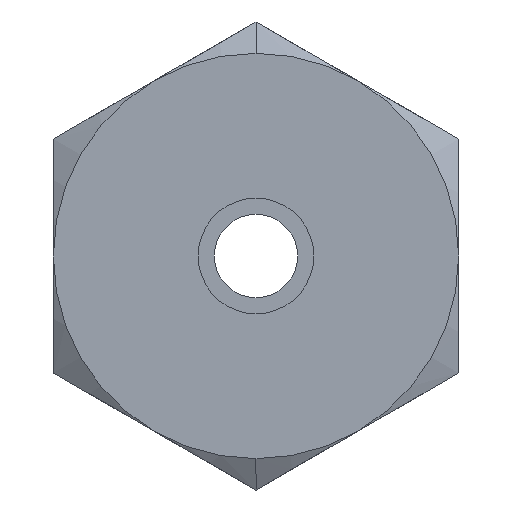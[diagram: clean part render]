
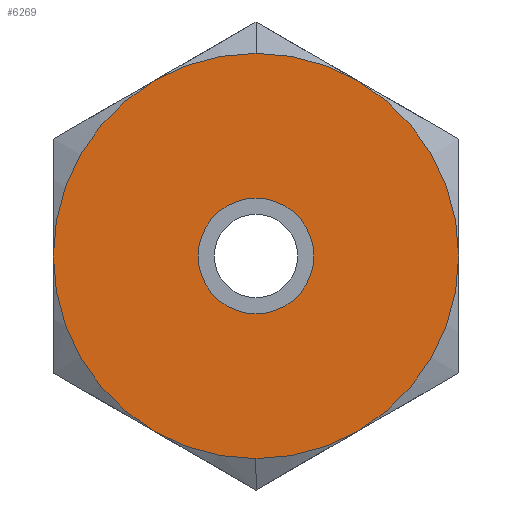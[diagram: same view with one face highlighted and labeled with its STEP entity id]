
A CAD part, left-side view. The second image highlights one B-rep face of the part: STEP entity #6269.
In plain terms, the highlighted planar face has unit normal (-1, 0, 0).
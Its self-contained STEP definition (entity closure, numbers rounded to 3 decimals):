
#132 = DIRECTION ( 'NONE',  ( 0., 0., 1. ) ) ;
#217 = FACE_BOUND ( 'NONE', #4046, .T. ) ;
#540 = CIRCLE ( 'NONE', #1628, 5.555 ) ;
#606 = DIRECTION ( 'NONE',  ( 1., 0., 0. ) ) ;
#692 = DIRECTION ( 'NONE',  ( 0., 0., -1. ) ) ;
#712 = DIRECTION ( 'NONE',  ( 1., 0., 0. ) ) ;
#718 = CIRCLE ( 'NONE', #6469, 5.555 ) ;
#817 = DIRECTION ( 'NONE',  ( 0., 0., 1. ) ) ;
#1262 = CIRCLE ( 'NONE', #5347, 1.585 ) ;
#1378 = EDGE_CURVE ( 'NONE', #4995, #3138, #718, .T. ) ;
#1382 = CARTESIAN_POINT ( 'NONE',  ( 0., 0., 0. ) ) ;
#1466 = ORIENTED_EDGE ( 'NONE', *, *, #3252, .F. ) ;
#1628 = AXIS2_PLACEMENT_3D ( 'NONE', #1382, #6995, #817 ) ;
#1633 = CARTESIAN_POINT ( 'NONE',  ( 0., 0., -1.585 ) ) ;
#1682 = AXIS2_PLACEMENT_3D ( 'NONE', #6944, #5826, #5232 ) ;
#1814 = PLANE ( 'NONE',  #1682 ) ;
#1872 = ORIENTED_EDGE ( 'NONE', *, *, #3711, .T. ) ;
#1932 = CIRCLE ( 'NONE', #6114, 1.585 ) ;
#2306 = CARTESIAN_POINT ( 'NONE',  ( 0., 0., 0. ) ) ;
#2318 = ORIENTED_EDGE ( 'NONE', *, *, #2416, .T. ) ;
#2416 = EDGE_CURVE ( 'NONE', #5277, #4615, #1932, .T. ) ;
#2901 = DIRECTION ( 'NONE',  ( 1., 0., 0. ) ) ;
#3138 = VERTEX_POINT ( 'NONE', #3440 ) ;
#3157 = CARTESIAN_POINT ( 'NONE',  ( 0., 0., 1.585 ) ) ;
#3252 = EDGE_CURVE ( 'NONE', #3138, #4995, #540, .T. ) ;
#3440 = CARTESIAN_POINT ( 'NONE',  ( 0., 0., 5.555 ) ) ;
#3711 = EDGE_CURVE ( 'NONE', #4615, #5277, #1262, .T. ) ;
#4046 = EDGE_LOOP ( 'NONE', ( #2318, #1872 ) ) ;
#4615 = VERTEX_POINT ( 'NONE', #3157 ) ;
#4948 = EDGE_LOOP ( 'NONE', ( #1466, #6141 ) ) ;
#4995 = VERTEX_POINT ( 'NONE', #7337 ) ;
#5232 = DIRECTION ( 'NONE',  ( 0., 0., 1. ) ) ;
#5277 = VERTEX_POINT ( 'NONE', #1633 ) ;
#5347 = AXIS2_PLACEMENT_3D ( 'NONE', #6301, #606, #132 ) ;
#5826 = DIRECTION ( 'NONE',  ( -1., 0., 0. ) ) ;
#5980 = FACE_OUTER_BOUND ( 'NONE', #4948, .T. ) ;
#6114 = AXIS2_PLACEMENT_3D ( 'NONE', #2306, #2901, #692 ) ;
#6141 = ORIENTED_EDGE ( 'NONE', *, *, #1378, .F. ) ;
#6269 = ADVANCED_FACE ( 'NONE', ( #217, #5980 ), #1814, .T. ) ;
#6301 = CARTESIAN_POINT ( 'NONE',  ( 0., 0., 0. ) ) ;
#6410 = DIRECTION ( 'NONE',  ( 0., 0., -1. ) ) ;
#6469 = AXIS2_PLACEMENT_3D ( 'NONE', #6933, #712, #6410 ) ;
#6933 = CARTESIAN_POINT ( 'NONE',  ( 0., 0., 0. ) ) ;
#6944 = CARTESIAN_POINT ( 'NONE',  ( 0., 0., 2.777 ) ) ;
#6995 = DIRECTION ( 'NONE',  ( 1., 0., 0. ) ) ;
#7337 = CARTESIAN_POINT ( 'NONE',  ( 0., 0., -5.555 ) ) ;
